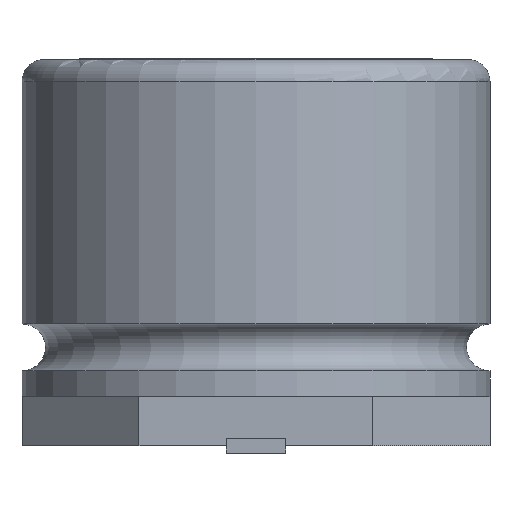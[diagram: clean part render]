
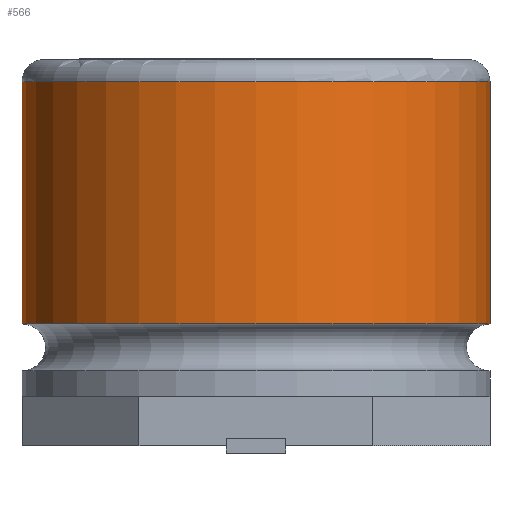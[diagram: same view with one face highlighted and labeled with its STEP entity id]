
A CAD part, left-side view. The second image highlights one B-rep face of the part: STEP entity #566.
In plain terms, the highlighted cylindrical face has radius 3.15 mm (diameter 6.3 mm), a full revolution.
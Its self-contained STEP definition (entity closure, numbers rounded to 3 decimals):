
#17=CYLINDRICAL_SURFACE('',#606,3.15);
#23=CIRCLE('',#603,3.15);
#24=CIRCLE('',#604,3.15);
#26=CIRCLE('',#607,3.15);
#37=FACE_OUTER_BOUND('',#68,.T.);
#68=EDGE_LOOP('',(#367,#368,#369,#370,#371));
#99=LINE('',#821,#163);
#163=VECTOR('',#670,3.15);
#228=VERTEX_POINT('',#813);
#229=VERTEX_POINT('',#815);
#230=VERTEX_POINT('',#820);
#280=EDGE_CURVE('',#228,#229,#23,.T.);
#281=EDGE_CURVE('',#229,#228,#24,.T.);
#283=EDGE_CURVE('',#228,#230,#99,.T.);
#284=EDGE_CURVE('',#230,#230,#26,.T.);
#367=ORIENTED_EDGE('',*,*,#281,.F.);
#368=ORIENTED_EDGE('',*,*,#280,.F.);
#369=ORIENTED_EDGE('',*,*,#283,.T.);
#370=ORIENTED_EDGE('',*,*,#284,.T.);
#371=ORIENTED_EDGE('',*,*,#283,.F.);
#566=ADVANCED_FACE('',(#37),#17,.T.);
#603=AXIS2_PLACEMENT_3D('',#816,#662,#663);
#604=AXIS2_PLACEMENT_3D('',#817,#664,#665);
#606=AXIS2_PLACEMENT_3D('',#819,#668,#669);
#607=AXIS2_PLACEMENT_3D('',#822,#671,#672);
#662=DIRECTION('center_axis',(0.,0.,1.));
#663=DIRECTION('ref_axis',(-1.,0.,0.));
#664=DIRECTION('center_axis',(0.,0.,1.));
#665=DIRECTION('ref_axis',(-1.,0.,0.));
#668=DIRECTION('center_axis',(0.,0.,1.));
#669=DIRECTION('ref_axis',(1.,0.,0.));
#670=DIRECTION('',(0.,0.,-1.));
#671=DIRECTION('center_axis',(0.,0.,1.));
#672=DIRECTION('ref_axis',(1.,0.,0.));
#813=CARTESIAN_POINT('',(-3.15,0.,5.));
#815=CARTESIAN_POINT('',(3.15,0.,5.));
#816=CARTESIAN_POINT('Origin',(0.,0.,5.));
#817=CARTESIAN_POINT('Origin',(0.,0.,5.));
#819=CARTESIAN_POINT('Origin',(0.,0.,3.031));
#820=CARTESIAN_POINT('',(-3.15,0.,1.74));
#821=CARTESIAN_POINT('',(-3.15,0.,3.031));
#822=CARTESIAN_POINT('Origin',(0.,0.,1.74));
